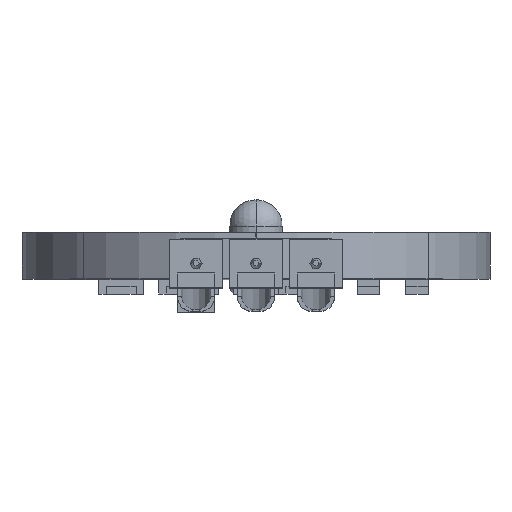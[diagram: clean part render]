
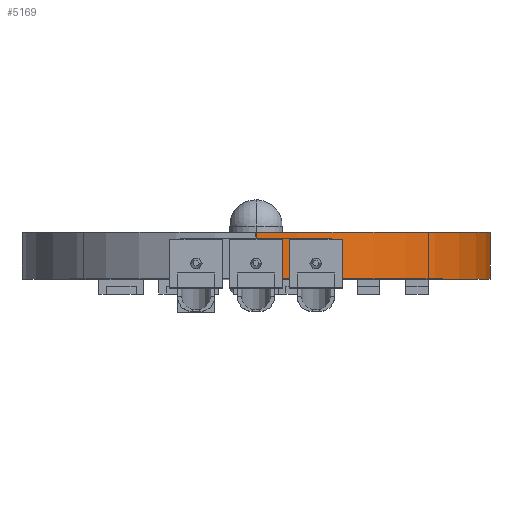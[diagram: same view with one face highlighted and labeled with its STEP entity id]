
A CAD part, top view. The second image highlights one B-rep face of the part: STEP entity #5169.
In plain terms, the highlighted cylindrical face has radius 7.938 mm (diameter 15.875 mm), a partial arc.
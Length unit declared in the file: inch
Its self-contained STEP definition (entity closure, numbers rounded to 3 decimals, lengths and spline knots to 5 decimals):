
#177 = FACE_OUTER_BOUND ( 'NONE', #430, .T. ) ;
#419 = DIRECTION ( 'NONE',  ( 0., 0., 1. ) ) ;
#430 = EDGE_LOOP ( 'NONE', ( #8720, #8082, #7300, #8915 ) ) ;
#811 = DIRECTION ( 'NONE',  ( 0., -1., 0. ) ) ;
#1633 = CARTESIAN_POINT ( 'NONE',  ( 0., 0.04375, -0.3125 ) ) ;
#1900 = AXIS2_PLACEMENT_3D ( 'NONE', #7987, #4017, #419 ) ;
#2017 = EDGE_CURVE ( 'NONE', #4675, #2952, #8855, .T. ) ;
#2078 = CIRCLE ( 'NONE', #7189, 0.3125 ) ;
#2905 = EDGE_CURVE ( 'NONE', #2952, #4875, #2078, .T. ) ;
#2952 = VERTEX_POINT ( 'NONE', #4289 ) ;
#3125 = CARTESIAN_POINT ( 'NONE',  ( 0., 0.04375, 0. ) ) ;
#4017 = DIRECTION ( 'NONE',  ( 0., 1., 0. ) ) ;
#4289 = CARTESIAN_POINT ( 'NONE',  ( 0., 0.04375, 0.3125 ) ) ;
#4402 = CIRCLE ( 'NONE', #1900, 0.3125 ) ;
#4434 = CYLINDRICAL_SURFACE ( 'NONE', #6310, 0.3125 ) ;
#4495 = CARTESIAN_POINT ( 'NONE',  ( 0., 0.10625, -0.3125 ) ) ;
#4675 = VERTEX_POINT ( 'NONE', #8153 ) ;
#4875 = VERTEX_POINT ( 'NONE', #1633 ) ;
#5169 = ADVANCED_FACE ( 'NONE', ( #177 ), #4434, .T. ) ;
#5390 = DIRECTION ( 'NONE',  ( 0., 1., 0. ) ) ;
#5777 = DIRECTION ( 'NONE',  ( 0., -1., 0. ) ) ;
#6184 = LINE ( 'NONE', #4495, #9600 ) ;
#6310 = AXIS2_PLACEMENT_3D ( 'NONE', #7324, #5777, #9573 ) ;
#6466 = VERTEX_POINT ( 'NONE', #7428 ) ;
#7189 = AXIS2_PLACEMENT_3D ( 'NONE', #3125, #5390, #9195 ) ;
#7264 = EDGE_CURVE ( 'NONE', #6466, #4875, #6184, .T. ) ;
#7300 = ORIENTED_EDGE ( 'NONE', *, *, #2905, .T. ) ;
#7324 = CARTESIAN_POINT ( 'NONE',  ( 0., 0.10625, 0. ) ) ;
#7428 = CARTESIAN_POINT ( 'NONE',  ( 0., 0.10625, -0.3125 ) ) ;
#7799 = CARTESIAN_POINT ( 'NONE',  ( 0., 0.10625, 0.3125 ) ) ;
#7987 = CARTESIAN_POINT ( 'NONE',  ( 0., 0.10625, 0. ) ) ;
#8082 = ORIENTED_EDGE ( 'NONE', *, *, #2017, .T. ) ;
#8153 = CARTESIAN_POINT ( 'NONE',  ( 0., 0.10625, 0.3125 ) ) ;
#8720 = ORIENTED_EDGE ( 'NONE', *, *, #9289, .F. ) ;
#8855 = LINE ( 'NONE', #7799, #9207 ) ;
#8915 = ORIENTED_EDGE ( 'NONE', *, *, #7264, .F. ) ;
#9195 = DIRECTION ( 'NONE',  ( 0., 0., 1. ) ) ;
#9207 = VECTOR ( 'NONE', #9519, 39.37008 ) ;
#9289 = EDGE_CURVE ( 'NONE', #4675, #6466, #4402, .T. ) ;
#9519 = DIRECTION ( 'NONE',  ( 0., -1., 0. ) ) ;
#9573 = DIRECTION ( 'NONE',  ( 0., 0., -1. ) ) ;
#9600 = VECTOR ( 'NONE', #811, 39.37008 ) ;
